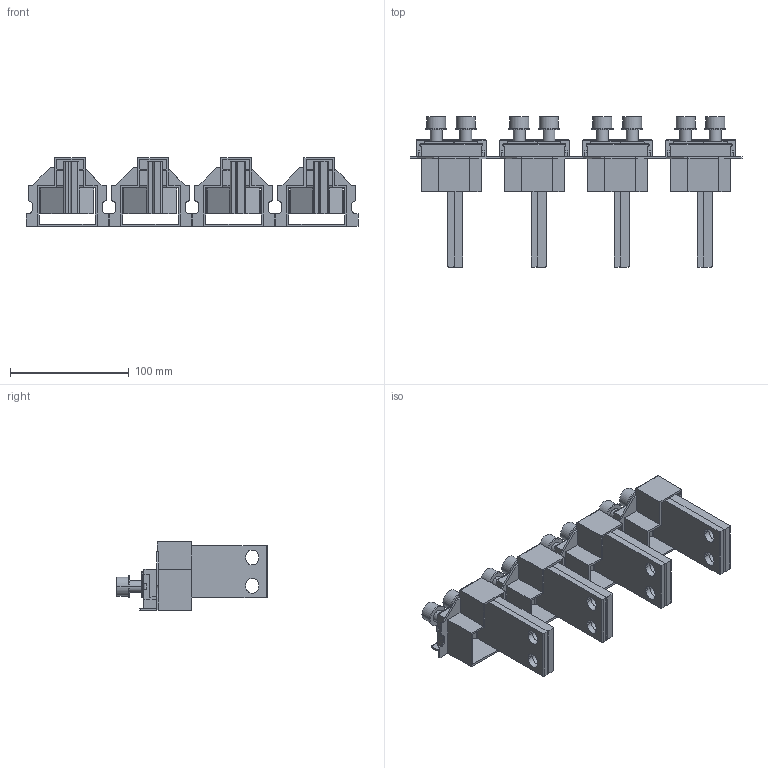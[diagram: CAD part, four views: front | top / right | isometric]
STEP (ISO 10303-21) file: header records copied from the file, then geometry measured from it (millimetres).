
FILE_DESCRIPTION(('CATIA V5 STEP Exchange'),'2;1');
FILE_NAME('1SDH001336R0058_E1.2_IV_TERMINALS_VR_UL_LOWER.stp','2014-09-18T15:37:41+00:00',('none'),('none'),'CATIA Version 5 Release 20 SP 6 (IN-10)','CATIA V5 STEP AP214','none');
FILE_SCHEMA(('AUTOMOTIVE_DESIGN { 1 0 10303 214 1 1 1 1 }'));
Length unit declared in the file: millimetre
Products named in the file (1): E1.2_IV_TERMINALS_R_VR_UL_LOWER_AllCATPart
Bounding box: 279.5 x 126.8 x 57.75 mm (x, y, z)
Volume: 335878 mm3; surface area: 189949.5 mm2
Topology: 28 solids, 28 shells, 748 faces, 2052 edges, 1364 vertices
Faces by surface type: plane 516, cylinder 216, cone 16
Entity records: 22676 total; most frequent: ORIENTED_EDGE 4072, CARTESIAN_POINT 4041, DIRECTION 3228, EDGE_CURVE 2036, VECTOR 1604, LINE 1604, VERTEX_POINT 1364, AXIS2_PLACEMENT_3D 1025
